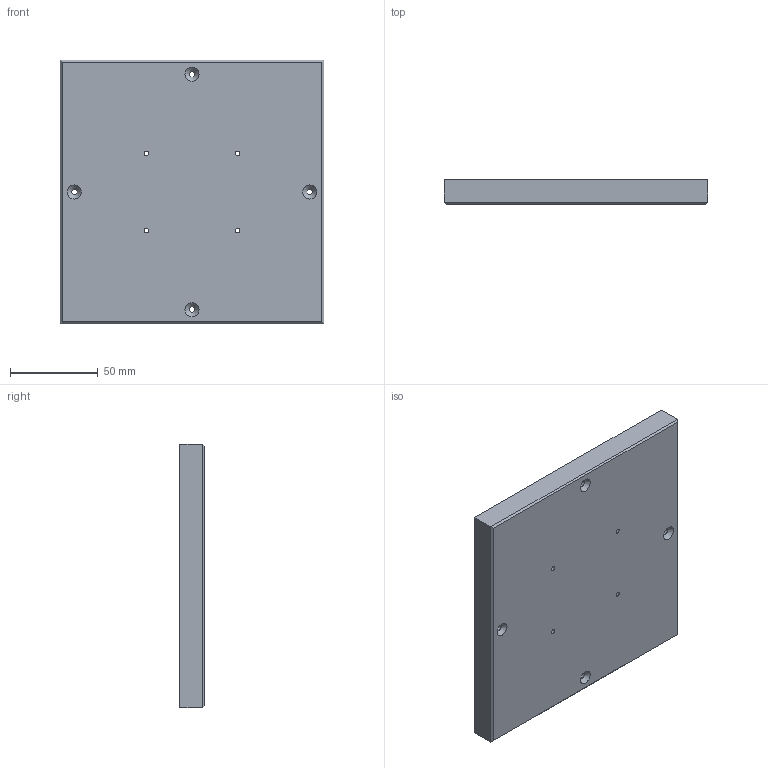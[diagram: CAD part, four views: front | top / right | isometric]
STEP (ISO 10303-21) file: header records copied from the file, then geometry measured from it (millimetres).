
FILE_DESCRIPTION(('FreeCAD Model'),'2;1');
FILE_NAME('Grundplatte.step','2021-03-07T13:12:35',('Author'),(''), 'Open CASCADE STEP processor 7.3','FreeCAD','Unknown');
FILE_SCHEMA(('AUTOMOTIVE_DESIGN { 1 0 10303 214 1 1 1 1 }'));
Length unit declared in the file: millimetre
Products named in the file (1): Grundplatte
Bounding box: 150 x 14 x 150 mm (x, y, z)
Volume: 313141.3 mm3; surface area: 54460 mm2
Topology: 1 solids, 1 shells, 38 faces, 84 edges, 52 vertices
Faces by surface type: cylinder 16, plane 14, cone 8
Full cylindrical faces by diameter (mm): 2.5 x4, 3.3 x8, 6 x4
Entity records: 2121 total; most frequent: DIRECTION 354, CARTESIAN_POINT 331, LINE 176, VECTOR 176, ORIENTED_EDGE 160, PCURVE 160, DEFINITIONAL_REPRESENTATION 160, EDGE_CURVE 80
